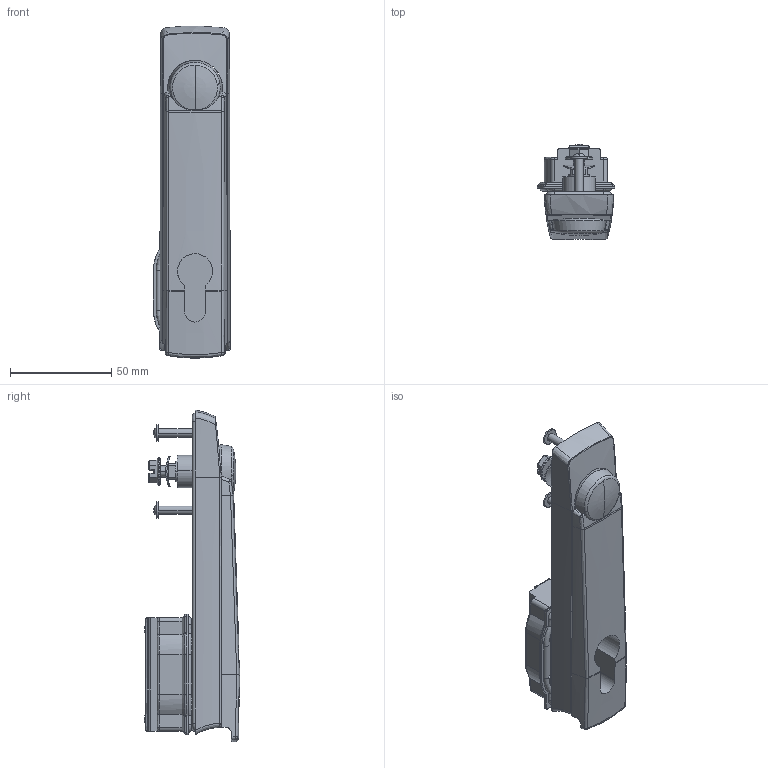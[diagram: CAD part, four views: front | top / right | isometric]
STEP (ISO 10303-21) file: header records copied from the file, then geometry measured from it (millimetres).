
FILE_DESCRIPTION((''),'2;1');
FILE_NAME('','2006-10-25T20:11:11',(''),(''),'','CADfix','');
FILE_SCHEMA(('AUTOMOTIVE_DESIGN { 1 0 10303 214 1 1 1 1 }'));
Length unit declared in the file: millimetre
Products named in the file (5): handle; bracket; base; shaft; TEA_1225_U190_20906_36
Assembly tree (4 placements, depth 2):
  TEA_1225_U190_20906_36
    handle
    bracket
    base
    shaft
Bounding box: 38 x 47.06 x 163.57 mm (x, y, z)
Volume: 89090 mm3; surface area: 46369.4 mm2
Topology: 4 solids, 4 shells, 507 faces, 1383 edges, 902 vertices
Faces by surface type: bspline 507
Entity records: 20940 total; most frequent: CARTESIAN_POINT 13018, ORIENTED_EDGE 2758, EDGE_CURVE 1379, VERTEX_POINT 902, QUASI_UNIFORM_CURVE 641, EDGE_LOOP 539, FACE_OUTER_BOUND 507, ADVANCED_FACE 507
